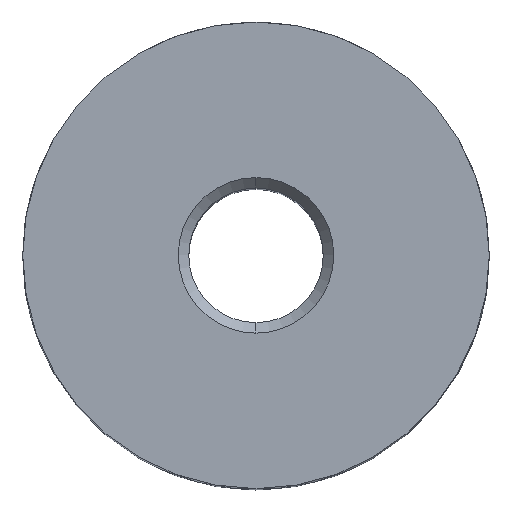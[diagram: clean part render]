
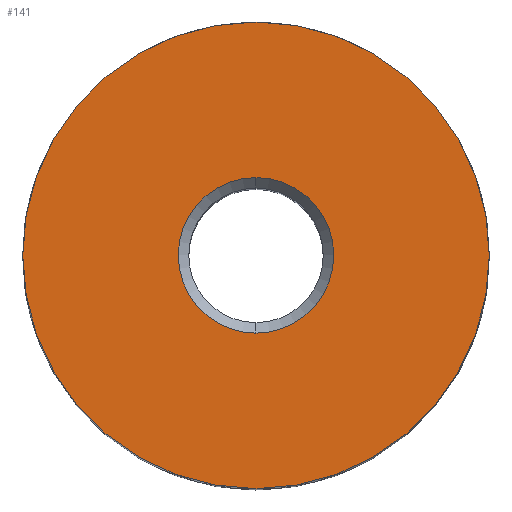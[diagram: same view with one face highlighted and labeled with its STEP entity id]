
A CAD part, top view. The second image highlights one B-rep face of the part: STEP entity #141.
In plain terms, the highlighted planar face has unit normal (0, 0, 1).
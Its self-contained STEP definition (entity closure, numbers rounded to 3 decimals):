
#141=ADVANCED_FACE('',(#374,#375),#376,.T.);
#173=VERTEX_POINT('',#425);
#179=VERTEX_POINT('',#431);
#181=EDGE_CURVE('',#173,#179,#433,.T.);
#263=VERTEX_POINT('',#515);
#269=VERTEX_POINT('',#521);
#273=EDGE_CURVE('',#269,#263,#525,.T.);
#275=EDGE_CURVE('',#263,#269,#527,.T.);
#279=EDGE_CURVE('',#179,#173,#531,.T.);
#374=FACE_OUTER_BOUND('',#616,.T.);
#375=FACE_BOUND('',#617,.T.);
#376=PLANE('',#618);
#425=CARTESIAN_POINT('',(30.0,0.,100.0));
#431=CARTESIAN_POINT('',(-30.,0.,100.0));
#433=CIRCLE('',#678,30.0);
#515=CARTESIAN_POINT('',(0.,-10.0,100.0));
#521=CARTESIAN_POINT('',(0.,10.,100.0));
#525=CIRCLE('',#808,10.0);
#527=CIRCLE('',#811,10.0);
#531=CIRCLE('',#817,30.0);
#616=EDGE_LOOP('',(#969,#970));
#617=EDGE_LOOP('',(#971,#972));
#618=AXIS2_PLACEMENT_3D('',#973,#974,#975);
#678=AXIS2_PLACEMENT_3D('',#1097,#1098,#1099);
#808=AXIS2_PLACEMENT_3D('',#1146,#1147,#1148);
#811=AXIS2_PLACEMENT_3D('',#1149,#1150,#1151);
#817=AXIS2_PLACEMENT_3D('',#1155,#1156,#1157);
#969=ORIENTED_EDGE('',*,*,#181,.F.);
#970=ORIENTED_EDGE('',*,*,#279,.F.);
#971=ORIENTED_EDGE('',*,*,#273,.F.);
#972=ORIENTED_EDGE('',*,*,#275,.F.);
#973=CARTESIAN_POINT('',(18.5,0.,100.0));
#974=DIRECTION('',(0.0,0.0,1.0));
#975=DIRECTION('',(1.0,-0.0,0.0));
#1097=CARTESIAN_POINT('',(0.,0.,100.0));
#1098=DIRECTION('',(0.0,0.0,-1.0));
#1099=DIRECTION('',(1.0,0.,0.0));
#1146=CARTESIAN_POINT('',(0.0,0.,100.0));
#1147=DIRECTION('',(0.0,0.0,1.0));
#1148=DIRECTION('',(0.0,-1.0,0.0));
#1149=CARTESIAN_POINT('',(0.0,0.,100.0));
#1150=DIRECTION('',(0.0,0.0,1.0));
#1151=DIRECTION('',(0.0,-1.0,0.0));
#1155=CARTESIAN_POINT('',(0.,0.,100.0));
#1156=DIRECTION('',(0.0,0.0,-1.0));
#1157=DIRECTION('',(1.0,0.,0.0));
